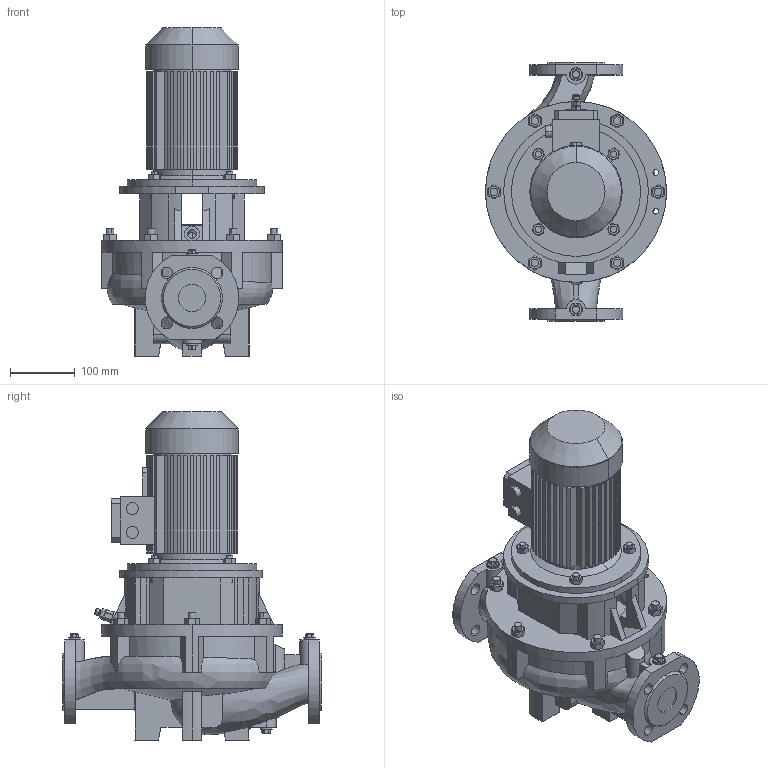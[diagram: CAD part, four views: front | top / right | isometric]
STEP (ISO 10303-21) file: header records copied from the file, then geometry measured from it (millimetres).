
FILE_DESCRIPTION (( 'STEP AP203' ), '1' );
FILE_NAME ('枅-313-000-313-004-01-41.step', '2025-02-11T17:04:35', ( 'adb' ), ( '' ), 'SwSTEP 2.0', 'SolidWorks 2016', '' );
FILE_SCHEMA (( 'CONFIG_CONTROL_DESIGN' ));
Length unit declared in the file: millimetre
Products named in the file (1): 枅-313-000-313-004-01-41
Bounding box: 280 x 400 x 508 mm (x, y, z)
Volume: 9630108.6 mm3; surface area: 1057272.7 mm2
Topology: 8 solids, 20 shells, 952 faces, 2479 edges, 1625 vertices
Faces by surface type: plane 511, cylinder 326, cone 103, bspline 9, sphere 3
Entity records: 34857 total; most frequent: CARTESIAN_POINT 11200, ORIENTED_EDGE 4954, DIRECTION 4894, EDGE_CURVE 2477, AXIS2_PLACEMENT_3D 1810, VERTEX_POINT 1625, LINE 1274, VECTOR 1274
